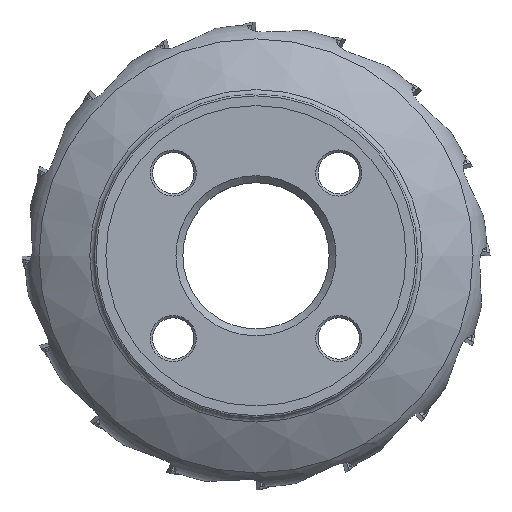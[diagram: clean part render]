
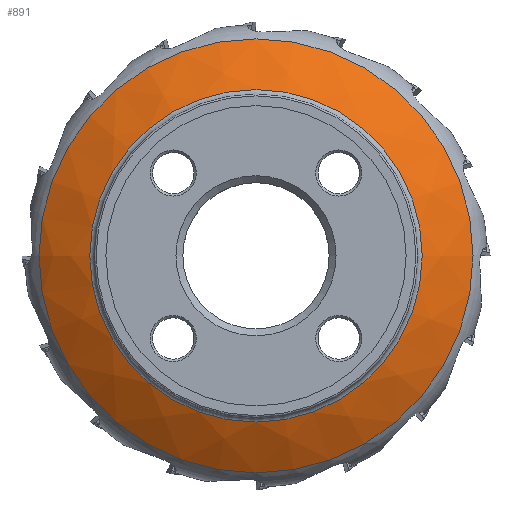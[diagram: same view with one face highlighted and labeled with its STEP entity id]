
A CAD part, top view. The second image highlights one B-rep face of the part: STEP entity #891.
In plain terms, the highlighted face is a revolution surface.
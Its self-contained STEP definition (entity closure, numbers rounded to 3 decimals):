
#205=SURFACE_OF_REVOLUTION('',#2064,#207);
#207=AXIS1_PLACEMENT('',#9280,#6252);
#240=FACE_BOUND('',#1469,.T.);
#241=FACE_BOUND('',#1470,.T.);
#891=ADVANCED_FACE('SU_3',(#240,#241),#205,.F.);
#1469=EDGE_LOOP('',(#2627));
#1470=EDGE_LOOP('',(#2628));
#2064=ELLIPSE('',#5395,49.134,18.95);
#2627=ORIENTED_EDGE('',*,*,#4498,.T.);
#2628=ORIENTED_EDGE('',*,*,#4497,.F.);
#3901=VERTEX_POINT('',#9271);
#3902=VERTEX_POINT('',#9278);
#4497=EDGE_CURVE('',#3901,#3901,#4863,.T.);
#4498=EDGE_CURVE('',#3902,#3902,#4864,.T.);
#4863=CIRCLE('',#5393,94.243);
#4864=CIRCLE('',#5394,72.189);
#5393=AXIS2_PLACEMENT_3D('',#9270,#6245,#6246);
#5394=AXIS2_PLACEMENT_3D('',#9277,#6248,#6249);
#5395=AXIS2_PLACEMENT_3D('',#9279,#6250,#6251);
#6245=DIRECTION('',(0.,0.,-1.));
#6246=DIRECTION('',(-1.,0.,0.));
#6248=DIRECTION('',(0.,0.,-1.));
#6249=DIRECTION('',(-1.,0.,0.));
#6250=DIRECTION('',(0.,1.,0.));
#6251=DIRECTION('',(-0.952,0.,-0.307));
#6252=DIRECTION('',(0.,0.,-1.));
#9270=CARTESIAN_POINT('',(0.,0.,-34.553));
#9271=CARTESIAN_POINT('',(-94.243,0.,-34.553));
#9277=CARTESIAN_POINT('',(0.,0.,-21.831));
#9278=CARTESIAN_POINT('',(-72.189,0.,-21.831));
#9279=CARTESIAN_POINT('',(-56.618,0.,-36.267));
#9280=CARTESIAN_POINT('',(0.,0.,-54.607));
